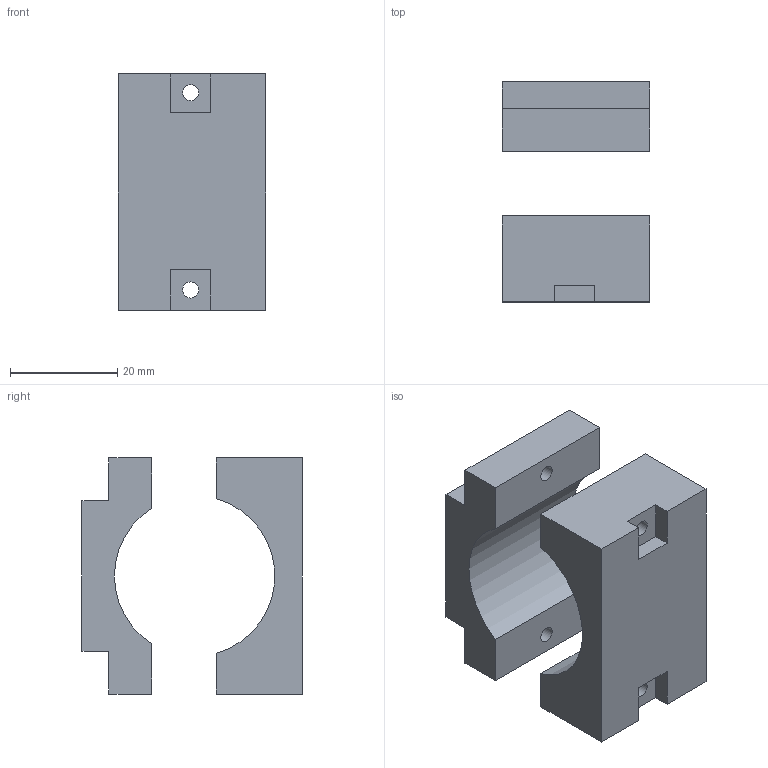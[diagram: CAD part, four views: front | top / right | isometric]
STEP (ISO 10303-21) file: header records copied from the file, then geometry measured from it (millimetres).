
FILE_DESCRIPTION(/* description */ (''),/* implementation_level */ '2;1');
FILE_NAME(/* name */ 'Soprte Motor v2.step',/* time_stamp */ '2024-07-10T10:33:53-03:00',/* author */ (''),/* organization */ (''),/* preprocessor_version */ 'ST-DEVELOPER v20',/* originating_system */ 'Autodesk Translation Framework v13.14.0.145',/* authorisation */ '');
FILE_SCHEMA (('AUTOMOTIVE_DESIGN { 1 0 10303 214 3 1 1 }'));
Length unit declared in the file: millimetre
Products named in the file (2): Soprte Motor; agarreMotor
Assembly tree (1 placements, depth 2):
  Soprte Motor
    agarreMotor
Bounding box: 27.5 x 41 x 44 mm (x, y, z)
Volume: 44900.6 mm3; surface area: 17901.1 mm2
Topology: 4 solids, 4 shells, 64 faces, 168 edges, 112 vertices
Faces by surface type: plane 52, cylinder 12
Full cylindrical faces by diameter (mm): 3 x8
Entity records: 2040 total; most frequent: CARTESIAN_POINT 347, ORIENTED_EDGE 336, DIRECTION 326, EDGE_CURVE 168, LINE 144, VECTOR 144, VERTEX_POINT 112, AXIS2_PLACEMENT_3D 91
